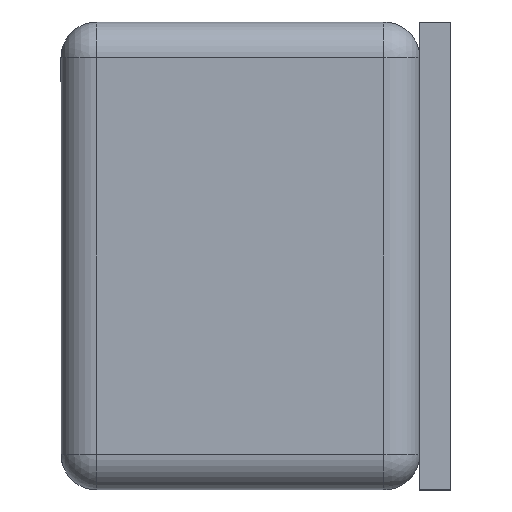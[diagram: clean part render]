
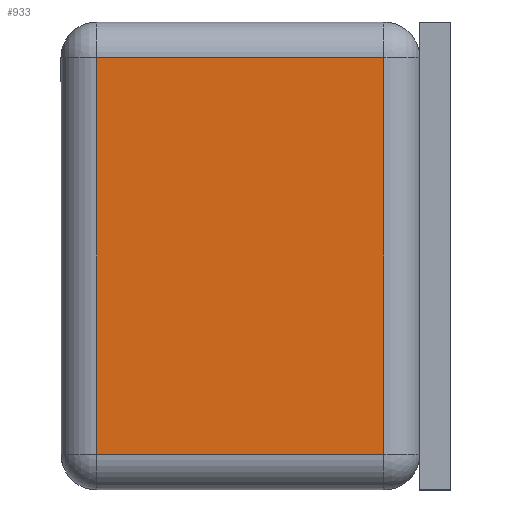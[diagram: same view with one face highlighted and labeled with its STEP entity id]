
A CAD part, left-side view. The second image highlights one B-rep face of the part: STEP entity #933.
In plain terms, the highlighted planar face has unit normal (-1, 0, 0).
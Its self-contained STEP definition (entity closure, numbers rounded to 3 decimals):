
#856 = EDGE_LOOP ( 'NONE', ( #945, #949, #996, #999 ) ) ;
#933 = ADVANCED_FACE ( 'NONE', ( #1621 ), #1667, .T. ) ;
#945 = ORIENTED_EDGE ( 'NONE', *, *, #946, .T. ) ;
#946 = EDGE_CURVE ( 'NONE', #947, #948, #1687, .T. ) ;
#947 = VERTEX_POINT ( 'NONE', #1683 ) ;
#948 = VERTEX_POINT ( 'NONE', #1682 ) ;
#949 = ORIENTED_EDGE ( 'NONE', *, *, #950, .T. ) ;
#950 = EDGE_CURVE ( 'NONE', #948, #995, #1681, .T. ) ;
#995 = VERTEX_POINT ( 'NONE', #1857 ) ;
#996 = ORIENTED_EDGE ( 'NONE', *, *, #997, .T. ) ;
#997 = EDGE_CURVE ( 'NONE', #995, #998, #1856, .T. ) ;
#998 = VERTEX_POINT ( 'NONE', #1852 ) ;
#999 = ORIENTED_EDGE ( 'NONE', *, *, #1000, .T. ) ;
#1000 = EDGE_CURVE ( 'NONE', #998, #947, #1850, .T. ) ;
#1621 = FACE_OUTER_BOUND ( 'NONE', #856, .T. ) ;
#1662 = DIRECTION ( 'NONE',  ( 0., 0., 1. ) ) ;
#1663 = DIRECTION ( 'NONE',  ( -1., 0., 0. ) ) ;
#1664 = CARTESIAN_POINT ( 'NONE',  ( -0.3, 0.207, -0.127 ) ) ;
#1665 = AXIS2_PLACEMENT_3D ( 'NONE', #1664, #1663, #1662 ) ;
#1667 = PLANE ( 'NONE',  #1665 ) ;
#1678 = DIRECTION ( 'NONE',  ( 0., 0., -1. ) ) ;
#1679 = VECTOR ( 'NONE', #1678, 1000. ) ;
#1680 = CARTESIAN_POINT ( 'NONE',  ( -0.3, 0.207, -0.127 ) ) ;
#1681 = LINE ( 'NONE', #1680, #1679 ) ;
#1682 = CARTESIAN_POINT ( 'NONE',  ( -0.3, 0.207, 0.127 ) ) ;
#1683 = CARTESIAN_POINT ( 'NONE',  ( -0.3, 0.023, 0.127 ) ) ;
#1684 = DIRECTION ( 'NONE',  ( 0., 1., 0. ) ) ;
#1685 = VECTOR ( 'NONE', #1684, 1000. ) ;
#1686 = CARTESIAN_POINT ( 'NONE',  ( -0.3, 0.207, 0.127 ) ) ;
#1687 = LINE ( 'NONE', #1686, #1685 ) ;
#1847 = DIRECTION ( 'NONE',  ( 0., 0., 1. ) ) ;
#1848 = VECTOR ( 'NONE', #1847, 1000. ) ;
#1849 = CARTESIAN_POINT ( 'NONE',  ( -0.3, 0.023, 0.127 ) ) ;
#1850 = LINE ( 'NONE', #1849, #1848 ) ;
#1852 = CARTESIAN_POINT ( 'NONE',  ( -0.3, 0.023, -0.127 ) ) ;
#1853 = DIRECTION ( 'NONE',  ( 0., -1., 0. ) ) ;
#1854 = VECTOR ( 'NONE', #1853, 1000. ) ;
#1855 = CARTESIAN_POINT ( 'NONE',  ( -0.3, 0.023, -0.127 ) ) ;
#1856 = LINE ( 'NONE', #1855, #1854 ) ;
#1857 = CARTESIAN_POINT ( 'NONE',  ( -0.3, 0.207, -0.127 ) ) ;
